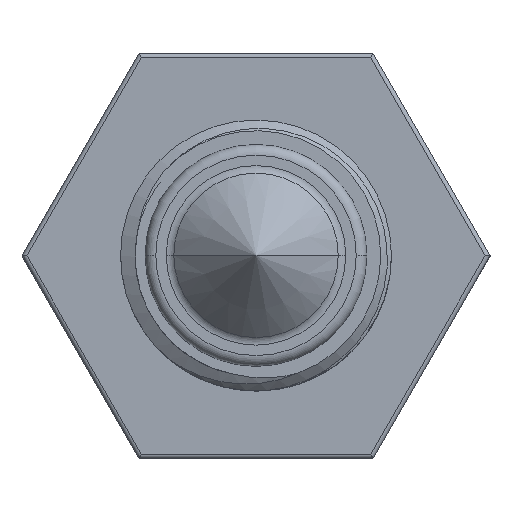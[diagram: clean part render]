
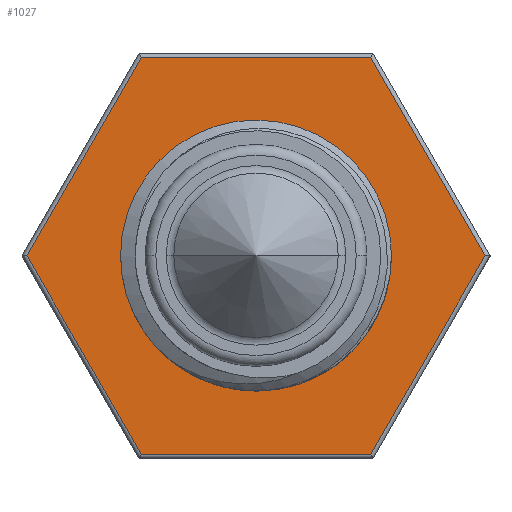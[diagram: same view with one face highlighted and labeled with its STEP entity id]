
A CAD part, top view. The second image highlights one B-rep face of the part: STEP entity #1027.
In plain terms, the highlighted planar face has unit normal (0, 0, 1).
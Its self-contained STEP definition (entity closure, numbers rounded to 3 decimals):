
#7 = CARTESIAN_POINT ( 'NONE',  ( -10.739, 0., -12.7 ) ) ;
#248 = VECTOR ( 'NONE', #1132, 1000. ) ;
#299 = CARTESIAN_POINT ( 'NONE',  ( -5.312, -9.4, -12.7 ) ) ;
#306 = FACE_BOUND ( 'NONE', #2429, .T. ) ;
#322 = VERTEX_POINT ( 'NONE', #1560 ) ;
#325 = CARTESIAN_POINT ( 'NONE',  ( 10.796, 0.1, -12.7 ) ) ;
#351 = ORIENTED_EDGE ( 'NONE', *, *, #1123, .T. ) ;
#410 = FACE_OUTER_BOUND ( 'NONE', #770, .T. ) ;
#433 = DIRECTION ( 'NONE',  ( -1., 0., 0. ) ) ;
#492 = DIRECTION ( 'NONE',  ( -1., 0., 0. ) ) ;
#540 = DIRECTION ( 'NONE',  ( 0., 0., -1. ) ) ;
#603 = VERTEX_POINT ( 'NONE', #1587 ) ;
#640 = LINE ( 'NONE', #1806, #2114 ) ;
#676 = DIRECTION ( 'NONE',  ( 1., 0., 0. ) ) ;
#726 = CIRCLE ( 'NONE', #2484, 5.2 ) ;
#766 = DIRECTION ( 'NONE',  ( 0.5, 0.866, 0. ) ) ;
#770 = EDGE_LOOP ( 'NONE', ( #2827, #1363, #2211, #351, #1277, #1548 ) ) ;
#782 = VECTOR ( 'NONE', #766, 1000. ) ;
#806 = AXIS2_PLACEMENT_3D ( 'NONE', #2774, #540, #2044 ) ;
#844 = VERTEX_POINT ( 'NONE', #1797 ) ;
#861 = EDGE_CURVE ( 'NONE', #1957, #2397, #640, .T. ) ;
#875 = LINE ( 'NONE', #1625, #2207 ) ;
#899 = EDGE_CURVE ( 'NONE', #1723, #1487, #1456, .T. ) ;
#911 = CARTESIAN_POINT ( 'NONE',  ( 5.485, -9.3, -12.7 ) ) ;
#912 = DIRECTION ( 'NONE',  ( 0., 0., -1. ) ) ;
#943 = CARTESIAN_POINT ( 'NONE',  ( 0., 0., -12.7 ) ) ;
#997 = DIRECTION ( 'NONE',  ( -0.5, 0.866, 0. ) ) ;
#1023 = CARTESIAN_POINT ( 'NONE',  ( -5.369, 9.3, -12.7 ) ) ;
#1027 = ADVANCED_FACE ( 'NONE', ( #410, #306 ), #1850, .F. ) ;
#1123 = EDGE_CURVE ( 'NONE', #844, #322, #1627, .T. ) ;
#1132 = DIRECTION ( 'NONE',  ( -0.5, -0.866, 0. ) ) ;
#1277 = ORIENTED_EDGE ( 'NONE', *, *, #1789, .T. ) ;
#1281 = VECTOR ( 'NONE', #676, 1000. ) ;
#1339 = ORIENTED_EDGE ( 'NONE', *, *, #1387, .T. ) ;
#1360 = VERTEX_POINT ( 'NONE', #7 ) ;
#1363 = ORIENTED_EDGE ( 'NONE', *, *, #1596, .T. ) ;
#1387 = EDGE_CURVE ( 'NONE', #1487, #1723, #726, .T. ) ;
#1435 = AXIS2_PLACEMENT_3D ( 'NONE', #943, #912, #2493 ) ;
#1456 = CIRCLE ( 'NONE', #1435, 5.2 ) ;
#1483 = LINE ( 'NONE', #299, #1610 ) ;
#1487 = VERTEX_POINT ( 'NONE', #1823 ) ;
#1528 = CARTESIAN_POINT ( 'NONE',  ( 0., 0., -12.7 ) ) ;
#1548 = ORIENTED_EDGE ( 'NONE', *, *, #861, .T. ) ;
#1560 = CARTESIAN_POINT ( 'NONE',  ( 10.739, 0., -12.7 ) ) ;
#1587 = CARTESIAN_POINT ( 'NONE',  ( -5.369, -9.3, -12.7 ) ) ;
#1596 = EDGE_CURVE ( 'NONE', #1360, #603, #1483, .T. ) ;
#1610 = VECTOR ( 'NONE', #2254, 1000. ) ;
#1625 = CARTESIAN_POINT ( 'NONE',  ( 5.312, 9.4, -12.7 ) ) ;
#1627 = LINE ( 'NONE', #325, #782 ) ;
#1633 = CARTESIAN_POINT ( 'NONE',  ( 5.2, 0., -12.7 ) ) ;
#1685 = EDGE_CURVE ( 'NONE', #2397, #1360, #2419, .T. ) ;
#1723 = VERTEX_POINT ( 'NONE', #1633 ) ;
#1754 = DIRECTION ( 'NONE',  ( 0., 0., -1. ) ) ;
#1789 = EDGE_CURVE ( 'NONE', #322, #1957, #875, .T. ) ;
#1797 = CARTESIAN_POINT ( 'NONE',  ( 5.369, -9.3, -12.7 ) ) ;
#1806 = CARTESIAN_POINT ( 'NONE',  ( -5.485, 9.3, -12.7 ) ) ;
#1823 = CARTESIAN_POINT ( 'NONE',  ( -5.2, 0., -12.7 ) ) ;
#1832 = CARTESIAN_POINT ( 'NONE',  ( -10.796, -0.1, -12.7 ) ) ;
#1850 = PLANE ( 'NONE',  #806 ) ;
#1957 = VERTEX_POINT ( 'NONE', #2383 ) ;
#2044 = DIRECTION ( 'NONE',  ( -1., 0., 0. ) ) ;
#2114 = VECTOR ( 'NONE', #492, 1000. ) ;
#2207 = VECTOR ( 'NONE', #997, 1000. ) ;
#2211 = ORIENTED_EDGE ( 'NONE', *, *, #2633, .T. ) ;
#2254 = DIRECTION ( 'NONE',  ( 0.5, -0.866, 0. ) ) ;
#2344 = ORIENTED_EDGE ( 'NONE', *, *, #899, .T. ) ;
#2362 = LINE ( 'NONE', #911, #1281 ) ;
#2383 = CARTESIAN_POINT ( 'NONE',  ( 5.369, 9.3, -12.7 ) ) ;
#2397 = VERTEX_POINT ( 'NONE', #1023 ) ;
#2419 = LINE ( 'NONE', #1832, #248 ) ;
#2429 = EDGE_LOOP ( 'NONE', ( #1339, #2344 ) ) ;
#2484 = AXIS2_PLACEMENT_3D ( 'NONE', #1528, #1754, #433 ) ;
#2493 = DIRECTION ( 'NONE',  ( -1., 0., 0. ) ) ;
#2633 = EDGE_CURVE ( 'NONE', #603, #844, #2362, .T. ) ;
#2774 = CARTESIAN_POINT ( 'NONE',  ( 0., -19., -12.7 ) ) ;
#2827 = ORIENTED_EDGE ( 'NONE', *, *, #1685, .T. ) ;
